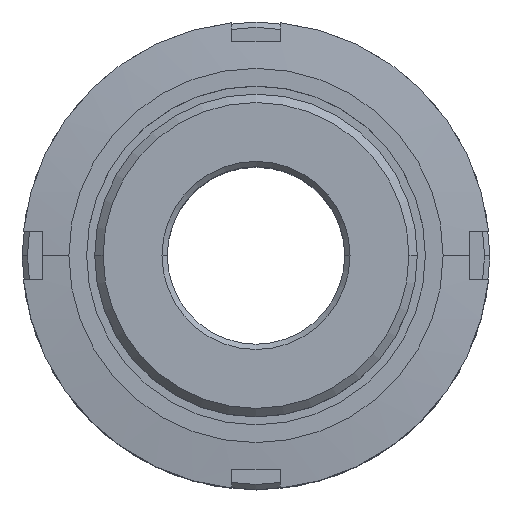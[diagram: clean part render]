
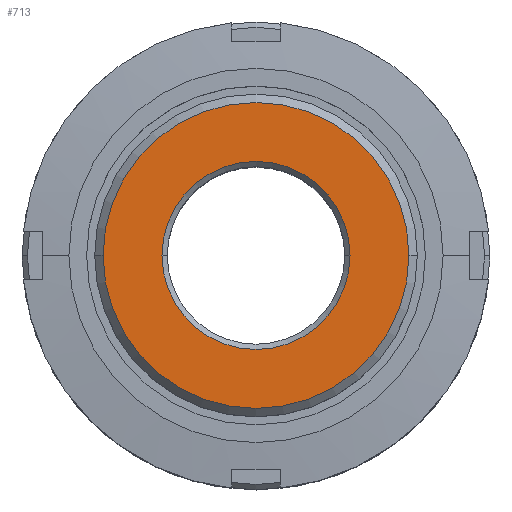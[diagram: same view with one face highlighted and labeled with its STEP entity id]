
A CAD part, top view. The second image highlights one B-rep face of the part: STEP entity #713.
In plain terms, the highlighted planar face has unit normal (0, 0, 1).
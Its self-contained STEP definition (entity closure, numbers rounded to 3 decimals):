
#621=EDGE_CURVE('',#639,#673,#1571,.T.);
#639=VERTEX_POINT('',#1589);
#673=VERTEX_POINT('',#1623);
#713=ADVANCED_FACE('',(#1666,#1667),#1668,.T.);
#763=VERTEX_POINT('',#1720);
#931=EDGE_CURVE('',#993,#763,#1906,.T.);
#993=VERTEX_POINT('',#1978);
#1113=EDGE_CURVE('',#673,#639,#2117,.T.);
#1225=EDGE_CURVE('',#763,#993,#2247,.T.);
#1571=CIRCLE('',#2680,11.66);
#1589=CARTESIAN_POINT('',(-11.66,0.,44.0));
#1623=CARTESIAN_POINT('',(11.66,0.,44.0));
#1666=FACE_OUTER_BOUND('',#2847,.T.);
#1667=FACE_BOUND('',#2848,.T.);
#1668=PLANE('',#2849);
#1720=CARTESIAN_POINT('',(-18.96,0.,44.0));
#1906=CIRCLE('',#3276,18.96);
#1978=CARTESIAN_POINT('',(18.96,0.,44.0));
#2117=CIRCLE('',#3587,11.66);
#2247=CIRCLE('',#3768,18.96);
#2680=AXIS2_PLACEMENT_3D('',#4287,#4288,#4289);
#2847=EDGE_LOOP('',(#4356,#4357));
#2848=EDGE_LOOP('',(#4358,#4359));
#2849=AXIS2_PLACEMENT_3D('',#4360,#4361,#4362);
#3276=AXIS2_PLACEMENT_3D('',#4611,#4612,#4613);
#3587=AXIS2_PLACEMENT_3D('',#4891,#4892,#4893);
#3768=AXIS2_PLACEMENT_3D('',#5077,#5078,#5079);
#4287=CARTESIAN_POINT('',(0.0,0.,44.0));
#4288=DIRECTION('',(0.0,0.,-1.0));
#4289=DIRECTION('',(1.0,0.0,0.0));
#4356=ORIENTED_EDGE('',*,*,#931,.F.);
#4357=ORIENTED_EDGE('',*,*,#1225,.F.);
#4358=ORIENTED_EDGE('',*,*,#1113,.T.);
#4359=ORIENTED_EDGE('',*,*,#621,.T.);
#4360=CARTESIAN_POINT('',(15.31,0.,44.0));
#4361=DIRECTION('',(0.0,0.,1.0));
#4362=DIRECTION('',(-1.0,0.0,-0.0));
#4611=CARTESIAN_POINT('',(0.0,0.,44.0));
#4612=DIRECTION('',(0.0,0.,-1.0));
#4613=DIRECTION('',(1.0,0.0,0.0));
#4891=CARTESIAN_POINT('',(0.0,0.,44.0));
#4892=DIRECTION('',(0.0,0.,-1.0));
#4893=DIRECTION('',(1.0,0.0,0.0));
#5077=CARTESIAN_POINT('',(0.0,0.,44.0));
#5078=DIRECTION('',(0.0,0.,-1.0));
#5079=DIRECTION('',(1.0,0.0,0.0));
